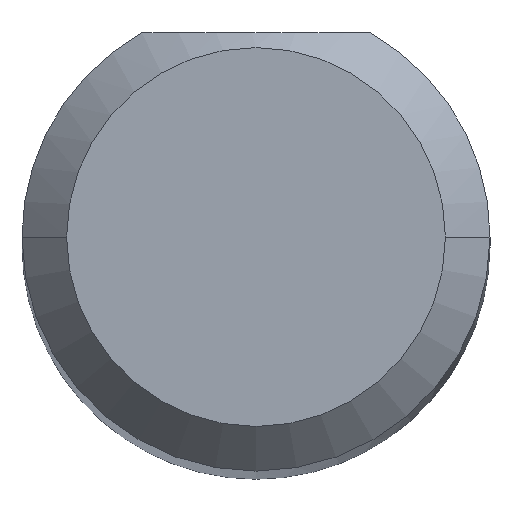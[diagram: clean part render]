
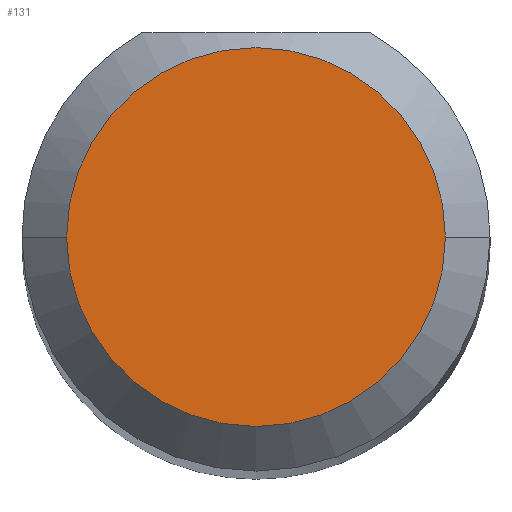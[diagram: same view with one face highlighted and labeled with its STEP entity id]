
A CAD part, top view. The second image highlights one B-rep face of the part: STEP entity #131.
In plain terms, the highlighted planar face has unit normal (0, 0, 1).
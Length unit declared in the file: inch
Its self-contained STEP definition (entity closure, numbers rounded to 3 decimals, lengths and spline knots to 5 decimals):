
#1 = CARTESIAN_POINT ( 'NONE',  ( -0.06374, 0., 1.9685 ) ) ;
#17 = DIRECTION ( 'NONE',  ( 0., 0., 1. ) ) ;
#47 = DIRECTION ( 'NONE',  ( 0., 0., 1. ) ) ;
#118 = CARTESIAN_POINT ( 'NONE',  ( 0.06374, 0., 1.9685 ) ) ;
#128 = DIRECTION ( 'NONE',  ( 0., 0., 1. ) ) ;
#131 = ADVANCED_FACE ( 'NONE', ( #270 ), #143, .T. ) ;
#143 = PLANE ( 'NONE',  #297 ) ;
#268 = CARTESIAN_POINT ( 'NONE',  ( 0., 0., 1.9685 ) ) ;
#270 = FACE_OUTER_BOUND ( 'NONE', #295, .T. ) ;
#286 = CIRCLE ( 'NONE', #334, 0.06374 ) ;
#291 = DIRECTION ( 'NONE',  ( 1., 0., 0. ) ) ;
#295 = EDGE_LOOP ( 'NONE', ( #513, #533 ) ) ;
#297 = AXIS2_PLACEMENT_3D ( 'NONE', #268, #17, #467 ) ;
#334 = AXIS2_PLACEMENT_3D ( 'NONE', #531, #128, #291 ) ;
#387 = VERTEX_POINT ( 'NONE', #1 ) ;
#413 = EDGE_CURVE ( 'NONE', #476, #387, #286, .T. ) ;
#416 = DIRECTION ( 'NONE',  ( 1., 0., 0. ) ) ;
#467 = DIRECTION ( 'NONE',  ( 1., 0., 0. ) ) ;
#470 = CARTESIAN_POINT ( 'NONE',  ( 0., 0., 1.9685 ) ) ;
#476 = VERTEX_POINT ( 'NONE', #118 ) ;
#489 = EDGE_CURVE ( 'NONE', #387, #476, #493, .T. ) ;
#493 = CIRCLE ( 'NONE', #519, 0.06374 ) ;
#513 = ORIENTED_EDGE ( 'NONE', *, *, #489, .T. ) ;
#519 = AXIS2_PLACEMENT_3D ( 'NONE', #470, #47, #416 ) ;
#531 = CARTESIAN_POINT ( 'NONE',  ( 0., 0., 1.9685 ) ) ;
#533 = ORIENTED_EDGE ( 'NONE', *, *, #413, .T. ) ;
